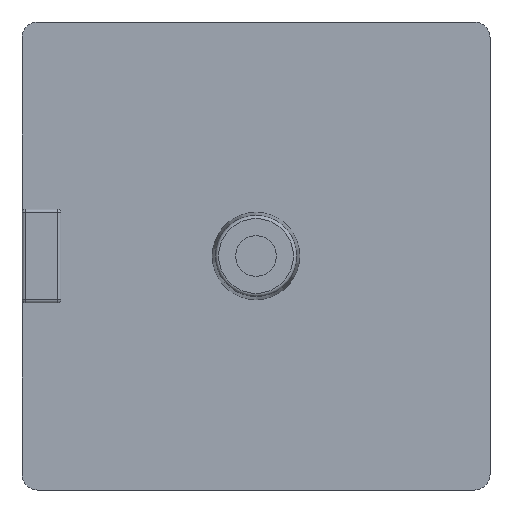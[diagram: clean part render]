
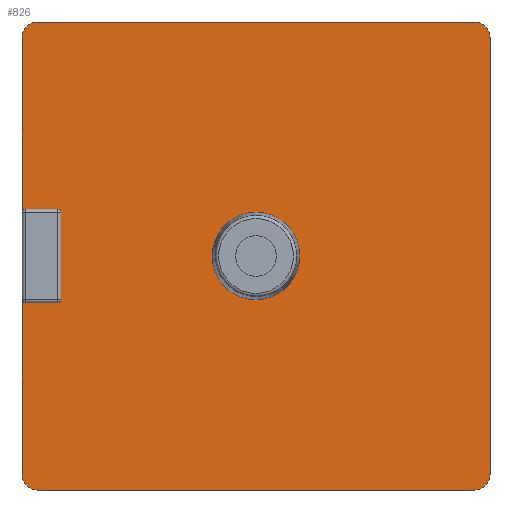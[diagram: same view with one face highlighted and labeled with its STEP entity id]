
A CAD part, front view. The second image highlights one B-rep face of the part: STEP entity #826.
In plain terms, the highlighted planar face has unit normal (0, -1, 0).
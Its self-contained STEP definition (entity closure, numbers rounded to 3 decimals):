
#302=CARTESIAN_POINT('',(-12.7,0.,-3.));
#303=VERTEX_POINT('',#302);
#310=CARTESIAN_POINT('',(-12.5,0.,-2.8));
#311=VERTEX_POINT('',#310);
#312=CARTESIAN_POINT('',(-12.7,0.,-2.8));
#313=DIRECTION('',(0.0,1.,0.0));
#314=DIRECTION('',(0.707,0.0,-0.707));
#315=AXIS2_PLACEMENT_3D('',#312,#313,#314);
#316=CIRCLE('',#315,0.2);
#317=EDGE_CURVE('',#303,#311,#316,.F.);
#334=CARTESIAN_POINT('',(-14.8,0.,-3.));
#335=VERTEX_POINT('',#334);
#342=CARTESIAN_POINT('',(-12.7,0.,-3.));
#343=DIRECTION('',(-1.0,0.0,0.0));
#344=VECTOR('',#343,2.1);
#345=LINE('',#342,#344);
#346=EDGE_CURVE('',#303,#335,#345,.T.);
#358=CARTESIAN_POINT('',(-15.0,0.,-2.8));
#359=VERTEX_POINT('',#358);
#366=CARTESIAN_POINT('',(-14.8,0.,-2.8));
#367=DIRECTION('',(0.0,1.,0.0));
#368=DIRECTION('',(-0.707,0.0,-0.707));
#369=AXIS2_PLACEMENT_3D('',#366,#367,#368);
#370=CIRCLE('',#369,0.2);
#371=EDGE_CURVE('',#359,#335,#370,.F.);
#383=CARTESIAN_POINT('',(-15.0,0.,2.8));
#384=VERTEX_POINT('',#383);
#444=CARTESIAN_POINT('',(-14.0,0.,15.0));
#445=VERTEX_POINT('',#444);
#455=CARTESIAN_POINT('',(-15.0,0.0,14.0));
#456=VERTEX_POINT('',#455);
#464=CARTESIAN_POINT('',(-14.0,0.,14.0));
#465=DIRECTION('',(0.0,1.,0.0));
#466=DIRECTION('',(-0.707,0.0,0.707));
#467=AXIS2_PLACEMENT_3D('',#464,#465,#466);
#468=CIRCLE('',#467,1.);
#469=EDGE_CURVE('',#456,#445,#468,.T.);
#505=CARTESIAN_POINT('',(-15.0,0.0,-14.0));
#506=VERTEX_POINT('',#505);
#516=CARTESIAN_POINT('',(-14.0,0.,-15.0));
#517=VERTEX_POINT('',#516);
#525=CARTESIAN_POINT('',(-14.0,0.,-14.0));
#526=DIRECTION('',(0.0,1.,0.0));
#527=DIRECTION('',(-0.707,0.0,-0.707));
#528=AXIS2_PLACEMENT_3D('',#525,#526,#527);
#529=CIRCLE('',#528,1.);
#530=EDGE_CURVE('',#517,#506,#529,.T.);
#566=CARTESIAN_POINT('',(14.0,0.,-15.0));
#567=VERTEX_POINT('',#566);
#577=CARTESIAN_POINT('',(15.0,0.,-14.0));
#578=VERTEX_POINT('',#577);
#586=CARTESIAN_POINT('',(14.0,0.,-14.0));
#587=DIRECTION('',(0.0,1.,0.0));
#588=DIRECTION('',(0.707,0.0,-0.707));
#589=AXIS2_PLACEMENT_3D('',#586,#587,#588);
#590=CIRCLE('',#589,1.);
#591=EDGE_CURVE('',#578,#567,#590,.T.);
#627=CARTESIAN_POINT('',(15.0,0.,14.0));
#628=VERTEX_POINT('',#627);
#638=CARTESIAN_POINT('',(14.0,0.,15.0));
#639=VERTEX_POINT('',#638);
#647=CARTESIAN_POINT('',(14.0,0.,14.0));
#648=DIRECTION('',(0.0,1.,0.0));
#649=DIRECTION('',(0.707,0.0,0.707));
#650=AXIS2_PLACEMENT_3D('',#647,#648,#649);
#651=CIRCLE('',#650,1.);
#652=EDGE_CURVE('',#639,#628,#651,.T.);
#663=CARTESIAN_POINT('',(14.0,0.,15.0));
#664=DIRECTION('',(-1.0,0.0,0.0));
#665=VECTOR('',#664,28.0);
#666=LINE('',#663,#665);
#667=EDGE_CURVE('',#639,#445,#666,.T.);
#692=CARTESIAN_POINT('',(15.0,0.,14.0));
#693=DIRECTION('',(0.0,0.0,-1.0));
#694=VECTOR('',#693,28.0);
#695=LINE('',#692,#694);
#696=EDGE_CURVE('',#628,#578,#695,.T.);
#714=CARTESIAN_POINT('',(-14.0,0.,-15.0));
#715=DIRECTION('',(1.0,0.0,0.0));
#716=VECTOR('',#715,28.0);
#717=LINE('',#714,#716);
#718=EDGE_CURVE('',#517,#567,#717,.T.);
#736=CARTESIAN_POINT('',(-15.0,0.0,-2.8));
#737=DIRECTION('',(0.0,0.0,-1.0));
#738=VECTOR('',#737,11.2);
#739=LINE('',#736,#738);
#740=EDGE_CURVE('',#359,#506,#739,.T.);
#743=CARTESIAN_POINT('',(-15.0,0.0,14.0));
#744=DIRECTION('',(0.0,0.0,-1.0));
#745=VECTOR('',#744,11.2);
#746=LINE('',#743,#745);
#747=EDGE_CURVE('',#456,#384,#746,.T.);
#764=CARTESIAN_POINT('',(15.0,0.,0.0));
#765=DIRECTION('',(0.0,-1.0,0.0));
#766=DIRECTION('',(0.0,0.0,-1.0));
#767=AXIS2_PLACEMENT_3D('',#764,#765,#766);
#768=PLANE('',#767);
#769=ORIENTED_EDGE('',*,*,#591,.F.);
#770=ORIENTED_EDGE('',*,*,#696,.F.);
#771=ORIENTED_EDGE('',*,*,#652,.F.);
#772=ORIENTED_EDGE('',*,*,#667,.T.);
#773=ORIENTED_EDGE('',*,*,#469,.F.);
#774=ORIENTED_EDGE('',*,*,#747,.T.);
#775=CARTESIAN_POINT('',(-14.8,0.,3.));
#776=VERTEX_POINT('',#775);
#777=CARTESIAN_POINT('',(-14.8,0.,2.8));
#778=DIRECTION('',(0.0,1.,0.0));
#779=DIRECTION('',(-0.707,0.0,0.707));
#780=AXIS2_PLACEMENT_3D('',#777,#778,#779);
#781=CIRCLE('',#780,0.2);
#782=EDGE_CURVE('',#776,#384,#781,.F.);
#783=ORIENTED_EDGE('',*,*,#782,.F.);
#784=CARTESIAN_POINT('',(-12.7,0.,3.));
#785=VERTEX_POINT('',#784);
#786=CARTESIAN_POINT('',(-14.8,0.,3.));
#787=DIRECTION('',(1.0,0.0,0.0));
#788=VECTOR('',#787,2.1);
#789=LINE('',#786,#788);
#790=EDGE_CURVE('',#776,#785,#789,.T.);
#791=ORIENTED_EDGE('',*,*,#790,.T.);
#792=CARTESIAN_POINT('',(-12.5,0.,2.8));
#793=VERTEX_POINT('',#792);
#794=CARTESIAN_POINT('',(-12.7,0.,2.8));
#795=DIRECTION('',(0.0,1.0,0.0));
#796=DIRECTION('',(0.707,0.0,0.707));
#797=AXIS2_PLACEMENT_3D('',#794,#795,#796);
#798=CIRCLE('',#797,0.2);
#799=EDGE_CURVE('',#793,#785,#798,.F.);
#800=ORIENTED_EDGE('',*,*,#799,.F.);
#801=CARTESIAN_POINT('',(-12.5,0.,2.8));
#802=DIRECTION('',(0.0,0.0,-1.0));
#803=VECTOR('',#802,5.6);
#804=LINE('',#801,#803);
#805=EDGE_CURVE('',#793,#311,#804,.T.);
#806=ORIENTED_EDGE('',*,*,#805,.T.);
#807=ORIENTED_EDGE('',*,*,#317,.F.);
#808=ORIENTED_EDGE('',*,*,#346,.T.);
#809=ORIENTED_EDGE('',*,*,#371,.F.);
#810=ORIENTED_EDGE('',*,*,#740,.T.);
#811=ORIENTED_EDGE('',*,*,#530,.F.);
#812=ORIENTED_EDGE('',*,*,#718,.T.);
#813=EDGE_LOOP('',(#769,#770,#771,#772,#773,#774,#783,#791,#800,#806,#807,#808,#809,#810,#811,#812));
#814=FACE_OUTER_BOUND('',#813,.T.);
#815=CARTESIAN_POINT('',(0.0,0.,2.447));
#816=VERTEX_POINT('',#815);
#817=CARTESIAN_POINT('',(0.0,0.,0.0));
#818=DIRECTION('',(0.0,1.0,0.0));
#819=DIRECTION('',(0.0,0.0,1.0));
#820=AXIS2_PLACEMENT_3D('',#817,#818,#819);
#821=CIRCLE('',#820,2.447);
#822=EDGE_CURVE('',#816,#816,#821,.T.);
#823=ORIENTED_EDGE('',*,*,#822,.T.);
#824=EDGE_LOOP('',(#823));
#825=FACE_BOUND('',#824,.T.);
#826=ADVANCED_FACE('',(#814,#825),#768,.T.);
